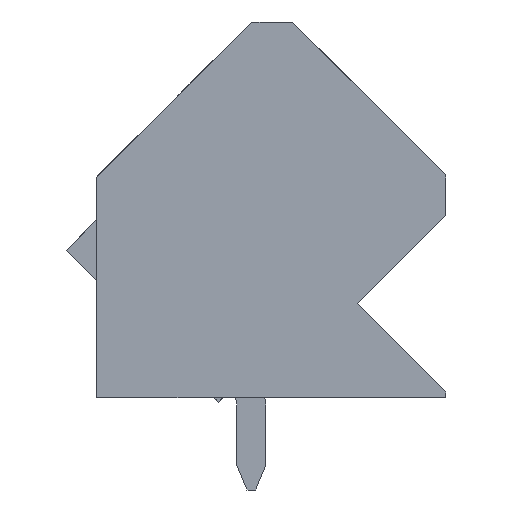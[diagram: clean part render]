
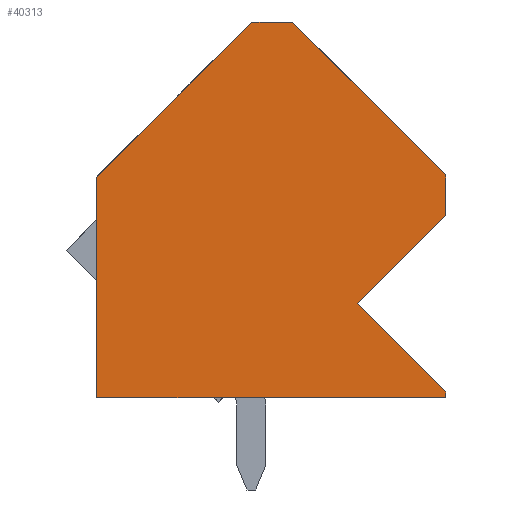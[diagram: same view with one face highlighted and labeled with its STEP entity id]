
A CAD part, left-side view. The second image highlights one B-rep face of the part: STEP entity #40313.
In plain terms, the highlighted planar face has unit normal (-1, 0, 0).
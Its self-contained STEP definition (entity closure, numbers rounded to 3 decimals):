
#40276=AXIS2_PLACEMENT_3D('Plane Axis2P3D',#40273,#40274,#40275) ;
#40122=CARTESIAN_POINT('Vertex',(0.,6.718,16.228)) ;
#40125=CARTESIAN_POINT('Line Origine',(0.,6.01,16.228)) ;
#40129=CARTESIAN_POINT('Vertex',(0.,5.303,16.228)) ;
#40165=CARTESIAN_POINT('Vertex',(0.,0.001,3.4)) ;
#40168=CARTESIAN_POINT('Line Origine',(0.,0.,3.3)) ;
#40172=CARTESIAN_POINT('Vertex',(0.,0.,3.2)) ;
#40198=CARTESIAN_POINT('Vertex',(0.,3.055,6.455)) ;
#40201=CARTESIAN_POINT('Line Origine',(0.,1.528,4.927)) ;
#40224=CARTESIAN_POINT('Vertex',(0.,0.,9.51)) ;
#40227=CARTESIAN_POINT('Line Origine',(0.,1.528,7.983)) ;
#40257=CARTESIAN_POINT('Vertex',(0.,0.,10.924)) ;
#40260=CARTESIAN_POINT('Line Origine',(0.,0.,10.217)) ;
#40273=CARTESIAN_POINT('Axis2P3D Location',(0.,0.,0.)) ;
#40278=CARTESIAN_POINT('Line Origine',(0.,9.405,13.54)) ;
#40282=CARTESIAN_POINT('Vertex',(0.,12.092,10.853)) ;
#40285=CARTESIAN_POINT('Line Origine',(0.,12.093,7.027)) ;
#40289=CARTESIAN_POINT('Vertex',(0.,12.093,3.2)) ;
#40292=CARTESIAN_POINT('Line Origine',(0.,6.046,3.2)) ;
#40297=CARTESIAN_POINT('Line Origine',(0.,2.652,13.576)) ;
#40126=DIRECTION('Vector Direction',(0.,-1.,0.)) ;
#40169=DIRECTION('Vector Direction',(0.,-0.004,-1.)) ;
#40202=DIRECTION('Vector Direction',(0.,-0.707,-0.707)) ;
#40228=DIRECTION('Vector Direction',(0.,0.707,-0.707)) ;
#40261=DIRECTION('Vector Direction',(0.,0.,-1.)) ;
#40274=DIRECTION('Axis2P3D Direction',(-1.,0.,0.)) ;
#40275=DIRECTION('Axis2P3D XDirection',(0.,0.,1.)) ;
#40279=DIRECTION('Vector Direction',(0.,-0.707,0.707)) ;
#40286=DIRECTION('Vector Direction',(0.,0.,1.)) ;
#40293=DIRECTION('Vector Direction',(0.,1.,0.)) ;
#40298=DIRECTION('Vector Direction',(0.,-0.707,-0.707)) ;
#40127=VECTOR('Line Direction',#40126,1.) ;
#40170=VECTOR('Line Direction',#40169,1.) ;
#40203=VECTOR('Line Direction',#40202,1.) ;
#40229=VECTOR('Line Direction',#40228,1.) ;
#40262=VECTOR('Line Direction',#40261,1.) ;
#40280=VECTOR('Line Direction',#40279,1.) ;
#40287=VECTOR('Line Direction',#40286,1.) ;
#40294=VECTOR('Line Direction',#40293,1.) ;
#40299=VECTOR('Line Direction',#40298,1.) ;
#40303=ORIENTED_EDGE('',*,*,#40131,.T.) ;
#40304=ORIENTED_EDGE('',*,*,#40284,.T.) ;
#40305=ORIENTED_EDGE('',*,*,#40291,.T.) ;
#40306=ORIENTED_EDGE('',*,*,#40296,.T.) ;
#40307=ORIENTED_EDGE('',*,*,#40174,.T.) ;
#40308=ORIENTED_EDGE('',*,*,#40205,.T.) ;
#40309=ORIENTED_EDGE('',*,*,#40231,.T.) ;
#40310=ORIENTED_EDGE('',*,*,#40264,.T.) ;
#40311=ORIENTED_EDGE('',*,*,#40301,.T.) ;
#40313=ADVANCED_FACE('HOUSING',(#40312),#40277,.T.) ;
#40131=EDGE_CURVE('',#40130,#40123,#40128,.F.) ;
#40174=EDGE_CURVE('',#40173,#40166,#40171,.F.) ;
#40205=EDGE_CURVE('',#40166,#40199,#40204,.F.) ;
#40231=EDGE_CURVE('',#40199,#40225,#40230,.F.) ;
#40264=EDGE_CURVE('',#40225,#40258,#40263,.F.) ;
#40284=EDGE_CURVE('',#40123,#40283,#40281,.F.) ;
#40291=EDGE_CURVE('',#40283,#40290,#40288,.F.) ;
#40296=EDGE_CURVE('',#40290,#40173,#40295,.F.) ;
#40301=EDGE_CURVE('',#40258,#40130,#40300,.F.) ;
#40302=EDGE_LOOP('',(#40303,#40304,#40305,#40306,#40307,#40308,#40309,#40310,#40311)) ;
#40312=FACE_OUTER_BOUND('',#40302,.T.) ;
#40128=LINE('Line',#40125,#40127) ;
#40171=LINE('Line',#40168,#40170) ;
#40204=LINE('Line',#40201,#40203) ;
#40230=LINE('Line',#40227,#40229) ;
#40263=LINE('Line',#40260,#40262) ;
#40281=LINE('Line',#40278,#40280) ;
#40288=LINE('Line',#40285,#40287) ;
#40295=LINE('Line',#40292,#40294) ;
#40300=LINE('Line',#40297,#40299) ;
#40277=PLANE('',#40276) ;
#40123=VERTEX_POINT('',#40122) ;
#40130=VERTEX_POINT('',#40129) ;
#40166=VERTEX_POINT('',#40165) ;
#40173=VERTEX_POINT('',#40172) ;
#40199=VERTEX_POINT('',#40198) ;
#40225=VERTEX_POINT('',#40224) ;
#40258=VERTEX_POINT('',#40257) ;
#40283=VERTEX_POINT('',#40282) ;
#40290=VERTEX_POINT('',#40289) ;
